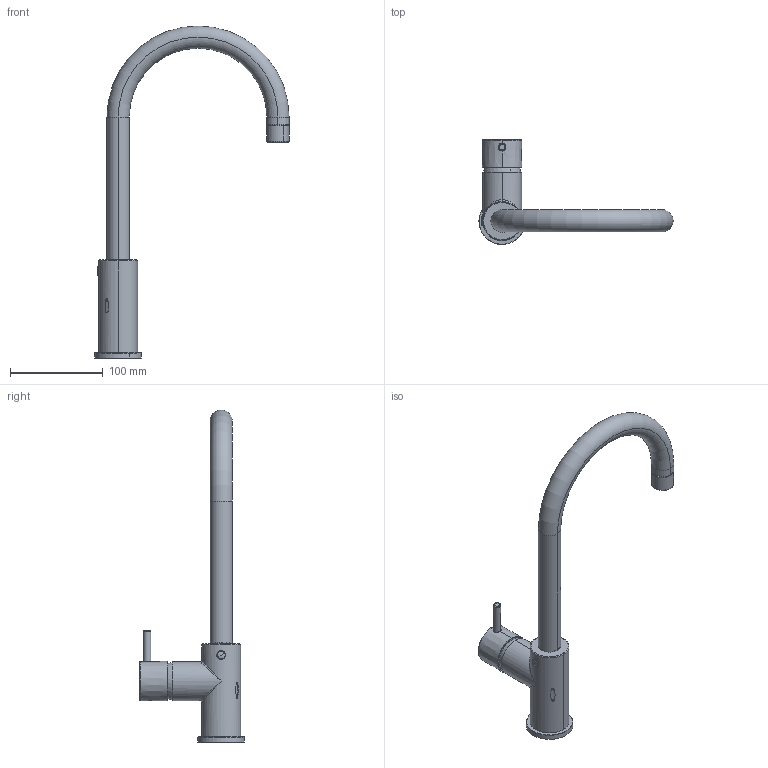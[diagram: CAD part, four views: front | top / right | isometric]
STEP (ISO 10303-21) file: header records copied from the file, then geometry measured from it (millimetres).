
FILE_DESCRIPTION(('CATIA V5 STEP Exchange','CAx-IF Rec.Pracs.--- Model Styling and Organization---1.5--- 2016-08-15','CAx-IF Rec.Pracs.---Supplemental Geometry---1.0---2011-11-01','CAx-IF Rec.Pracs.--- Composite Materials ---3.4---2017-06-13','CAx-IF Rec.Pracs.---Tessellated 3D Geometry---1.0---2015-12-17'),'2;1');
FILE_NAME('LN000535.stp','2023-01-30T13:04:15+00:00',('none'),('none'),'CATIA Version 5-6 Release 2020 SP2','CATIA V5 STEP AP242 v2','none');
FILE_SCHEMA(('AP242_MANAGED_MODEL_BASED_3D_ENGINEERING_MIM_LF {1 0 10303 442 1 1 4}'));
Length unit declared in the file: millimetre
Products named in the file (1): PR0440.09_AllCATPart
Bounding box: 208.99 x 112.78 x 357.3 mm (x, y, z)
Volume: 297754.5 mm3; surface area: 102277.3 mm2
Topology: 1 solids, 5 shells, 531 faces, 1662 edges, 1078 vertices
Faces by surface type: plane 225, cylinder 171, cone 101, torus 20, bspline 10, sphere 4
Entity records: 19104 total; most frequent: CARTESIAN_POINT 5254, ORIENTED_EDGE 3308, DIRECTION 1897, EDGE_CURVE 1654, VERTEX_POINT 1078, AXIS2_PLACEMENT_3D 947, VECTOR 721, LINE 721
